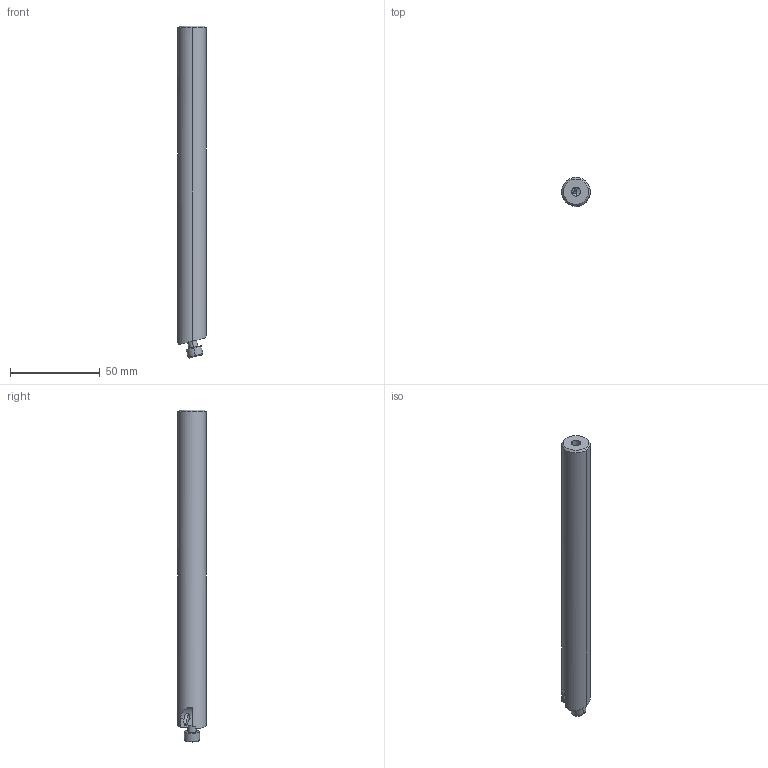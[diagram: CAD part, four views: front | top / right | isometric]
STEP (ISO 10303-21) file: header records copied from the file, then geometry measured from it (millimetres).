
FILE_DESCRIPTION(('no description'),'unknown implementation level');
FILE_NAME('6C7C7F61-C912-45B5-8C89-C34A5D748BEA_export.stp',' ',('CIMSOURCE GmbH'),('CADClick - KiM GmbH - www.kimweb.de'),'unknown preprocess','ACIS','unknown authorization');
FILE_SCHEMA(('automotive_design'));
Length unit declared in the file: millimetre
Products named in the file (2): 615.253 Kaiser D16 X 178HM|690.113 Kaiser ETL M5 X 10A_Standard;NONE; 615.253 Kaiser D16 X 178HM|615.253 Kaiser D16 X 178HM_Standard;NONE
Bounding box: 16 x 16 x 185.48 mm (x, y, z)
Volume: 32223.4 mm3; surface area: 12415.5 mm2
Topology: 2 solids, 2 shells, 71 faces, 184 edges, 115 vertices
Faces by surface type: plane 33, cylinder 22, cone 12, torus 4
Entity records: 4399 total; most frequent: CARTESIAN_POINT 607, STYLED_ITEM 370, PRESENTATION_STYLE_ASSIGNMENT 370, COLOUR_RGB 370, ORIENTED_EDGE 364, DIRECTION 353, EDGE_CURVE 182, CURVE_STYLE 182
